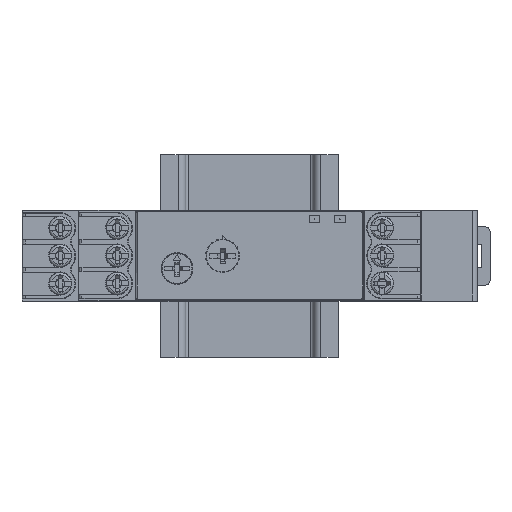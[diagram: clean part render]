
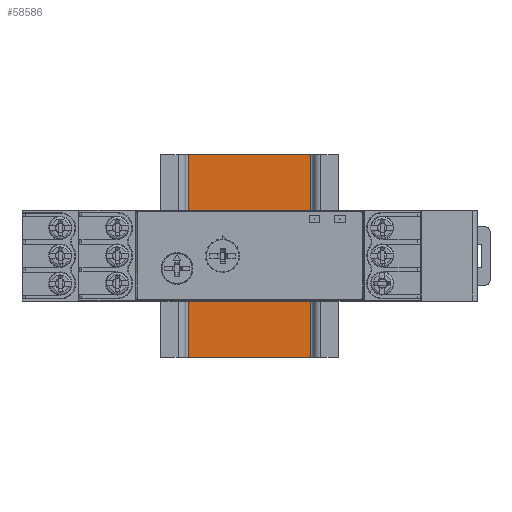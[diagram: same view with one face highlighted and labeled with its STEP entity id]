
A CAD part, top view. The second image highlights one B-rep face of the part: STEP entity #58586.
In plain terms, the highlighted planar face has unit normal (0, 0, 1).
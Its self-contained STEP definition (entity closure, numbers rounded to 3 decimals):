
#3888=PLANE('',#64618);
#5212=CIRCLE('',#64581,0.1);
#10196=LINE('',#102759,#15601);
#10228=LINE('',#102843,#15633);
#10229=LINE('',#102845,#15634);
#10233=LINE('',#102855,#15638);
#15601=VECTOR('',#78497,1000.);
#15633=VECTOR('',#78581,1000.);
#15634=VECTOR('',#78584,1000.);
#15638=VECTOR('',#78596,1000.);
#31269=ORIENTED_EDGE('',*,*,#40694,.T.);
#31270=ORIENTED_EDGE('',*,*,#40736,.T.);
#31271=ORIENTED_EDGE('',*,*,#40742,.F.);
#31272=ORIENTED_EDGE('',*,*,#40737,.T.);
#31273=ORIENTED_EDGE('',*,*,#40682,.T.);
#40682=EDGE_CURVE('',#46389,#46389,#5212,.T.);
#40694=EDGE_CURVE('',#46402,#46401,#10196,.T.);
#40736=EDGE_CURVE('',#46401,#46427,#10228,.T.);
#40737=EDGE_CURVE('',#46428,#46402,#10229,.T.);
#40742=EDGE_CURVE('',#46428,#46427,#10233,.T.);
#46389=VERTEX_POINT('',#102734);
#46401=VERTEX_POINT('',#102758);
#46402=VERTEX_POINT('',#102760);
#46427=VERTEX_POINT('',#102842);
#46428=VERTEX_POINT('',#102846);
#50620=EDGE_LOOP('',(#31269,#31270,#31271,#31272));
#50621=EDGE_LOOP('',(#31273));
#54329=FACE_BOUND('',#50620,.T.);
#54330=FACE_BOUND('',#50621,.T.);
#58586=ADVANCED_FACE('',(#54329,#54330),#3888,.F.);
#64581=AXIS2_PLACEMENT_3D('',#102733,#78477,#78478);
#64618=AXIS2_PLACEMENT_3D('',#102854,#78594,#78595);
#78477=DIRECTION('',(0.,0.,-1.));
#78478=DIRECTION('',(0.,-1.,0.));
#78497=DIRECTION('',(-1.,0.,0.));
#78581=DIRECTION('',(0.,-1.,0.));
#78584=DIRECTION('',(0.,1.,0.));
#78594=DIRECTION('',(0.,0.,-1.));
#78595=DIRECTION('',(1.,0.,0.));
#78596=DIRECTION('',(-1.,0.,0.));
#102733=CARTESIAN_POINT('',(-1.707,10.15,-23.676));
#102734=CARTESIAN_POINT('',(-1.707,10.05,-23.676));
#102758=CARTESIAN_POINT('',(-13.807,30.15,-23.676));
#102759=CARTESIAN_POINT('',(-13.457,30.15,-23.676));
#102760=CARTESIAN_POINT('',(10.393,30.15,-23.676));
#102842=CARTESIAN_POINT('',(-13.807,-9.85,-23.676));
#102843=CARTESIAN_POINT('',(-13.807,-39.85,-23.676));
#102845=CARTESIAN_POINT('',(10.393,-39.85,-23.676));
#102846=CARTESIAN_POINT('',(10.393,-9.85,-23.676));
#102854=CARTESIAN_POINT('',(-13.457,-39.85,-23.676));
#102855=CARTESIAN_POINT('',(10.043,-9.85,-23.676));
